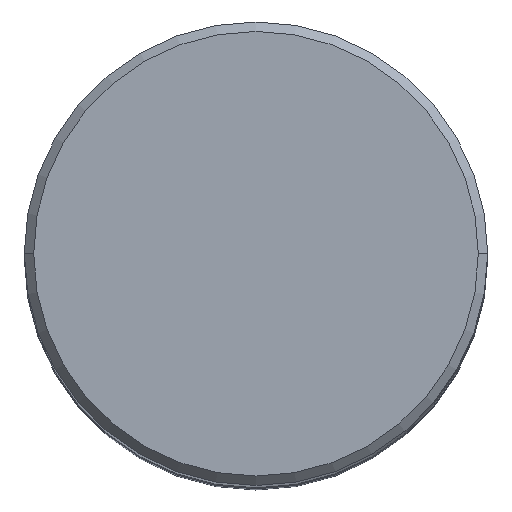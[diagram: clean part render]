
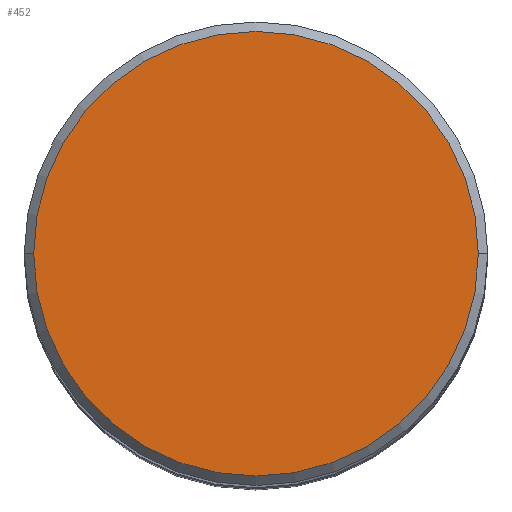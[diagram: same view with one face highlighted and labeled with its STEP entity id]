
A CAD part, top view. The second image highlights one B-rep face of the part: STEP entity #452.
In plain terms, the highlighted planar face has unit normal (0, 0, 1).
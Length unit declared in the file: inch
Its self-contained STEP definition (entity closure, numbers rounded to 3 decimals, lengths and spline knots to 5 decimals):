
#9 = EDGE_LOOP ( 'NONE', ( #130, #55 ) ) ;
#41 = AXIS2_PLACEMENT_3D ( 'NONE', #390, #274, #48 ) ;
#48 = DIRECTION ( 'NONE',  ( 1., 0., 0. ) ) ;
#51 = CARTESIAN_POINT ( 'NONE',  ( 0., 0., 0. ) ) ;
#55 = ORIENTED_EDGE ( 'NONE', *, *, #315, .T. ) ;
#59 = DIRECTION ( 'NONE',  ( 0., 0., -1. ) ) ;
#102 = CIRCLE ( 'NONE', #41, 0.47215 ) ;
#130 = ORIENTED_EDGE ( 'NONE', *, *, #231, .T. ) ;
#135 = VERTEX_POINT ( 'NONE', #458 ) ;
#173 = DIRECTION ( 'NONE',  ( -1., 0., 0. ) ) ;
#221 = AXIS2_PLACEMENT_3D ( 'NONE', #51, #471, #480 ) ;
#231 = EDGE_CURVE ( 'NONE', #445, #135, #102, .T. ) ;
#256 = CARTESIAN_POINT ( 'NONE',  ( 0., 0.47215, 0. ) ) ;
#274 = DIRECTION ( 'NONE',  ( 0., 0., 1. ) ) ;
#309 = CIRCLE ( 'NONE', #221, 0.47215 ) ;
#315 = EDGE_CURVE ( 'NONE', #135, #445, #309, .T. ) ;
#326 = AXIS2_PLACEMENT_3D ( 'NONE', #256, #59, #173 ) ;
#332 = CARTESIAN_POINT ( 'NONE',  ( -0.47215, 0., 0. ) ) ;
#373 = FACE_OUTER_BOUND ( 'NONE', #9, .T. ) ;
#390 = CARTESIAN_POINT ( 'NONE',  ( 0., 0., 0. ) ) ;
#445 = VERTEX_POINT ( 'NONE', #332 ) ;
#452 = ADVANCED_FACE ( 'NONE', ( #373 ), #490, .F. ) ;
#458 = CARTESIAN_POINT ( 'NONE',  ( 0.47215, 0., 0. ) ) ;
#471 = DIRECTION ( 'NONE',  ( 0., 0., 1. ) ) ;
#480 = DIRECTION ( 'NONE',  ( 1., 0., 0. ) ) ;
#490 = PLANE ( 'NONE',  #326 ) ;
